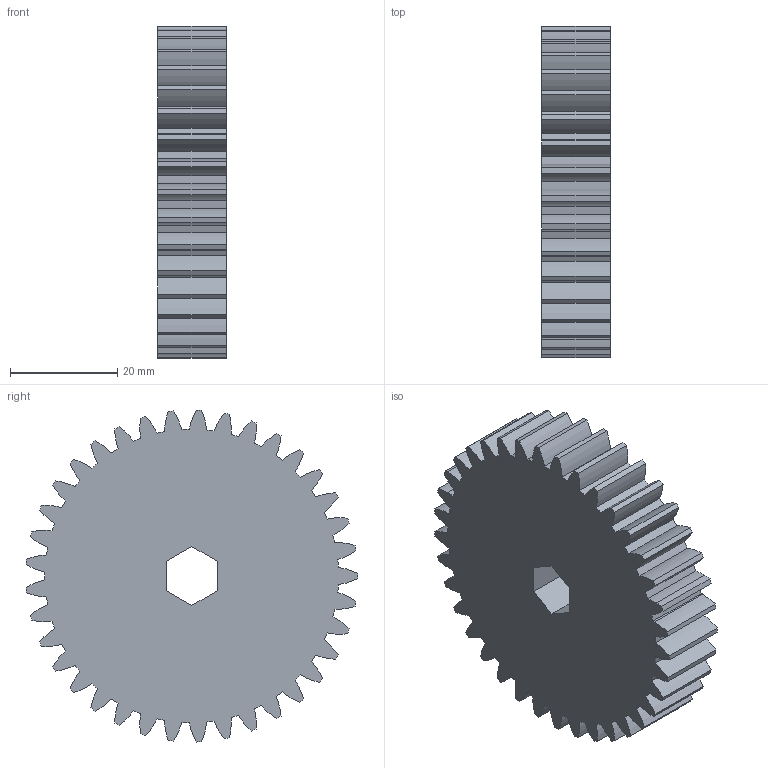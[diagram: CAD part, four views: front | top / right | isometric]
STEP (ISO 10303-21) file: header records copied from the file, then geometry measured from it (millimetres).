
FILE_DESCRIPTION (( 'STEP AP203' ), '1' );
FILE_NAME ('gearExcessOverlap1.STEP', '2023-02-15T03:44:59', ( '' ), ( '' ), 'SwSTEP 2.0', 'SolidWorks 2022', '' );
FILE_SCHEMA (( 'CONFIG_CONTROL_DESIGN' ));
Length unit declared in the file: inch
Products named in the file (2): gearExcessOverlap1_Inch - Spur gear 16DP 37T 20PA 0.5FW ---S37N3.0H2.0L0.03125N; gearExcessOverlap1
Assembly tree (1 placements, depth 2):
  gearExcessOverlap1
    gearExcessOverlap1_Inch - Spur gear 16DP 37T 20PA 0.5FW ---S37N3.0H2.0L0.03125N
Bounding box: 12.7 x 61.84 x 61.89 mm (x, y, z)
Volume: 32804.8 mm3; surface area: 10290.1 mm2
Topology: 1 solids, 1 shells, 160 faces, 474 edges, 316 vertices
Faces by surface type: cylinder 152, plane 8
Entity records: 5746 total; most frequent: DIRECTION 1106, CARTESIAN_POINT 954, ORIENTED_EDGE 948, EDGE_CURVE 474, AXIS2_PLACEMENT_3D 468, VERTEX_POINT 316, CIRCLE 304, LINE 170
